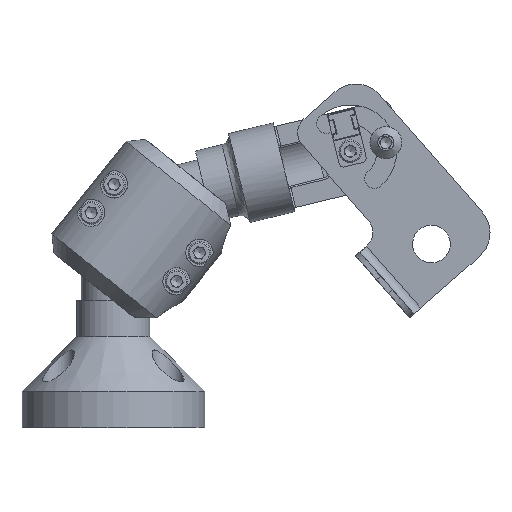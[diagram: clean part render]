
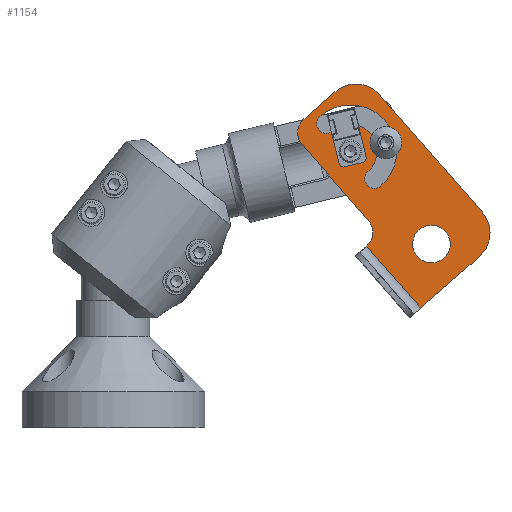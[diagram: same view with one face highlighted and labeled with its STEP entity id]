
A CAD part, front view. The second image highlights one B-rep face of the part: STEP entity #1154.
In plain terms, the highlighted planar face has unit normal (0, -1, 0).
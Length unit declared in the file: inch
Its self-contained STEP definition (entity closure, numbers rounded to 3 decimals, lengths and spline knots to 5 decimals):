
#40 = FACE_BOUND ( 'NONE', #11007, .T. ) ;
#119 = ORIENTED_EDGE ( 'NONE', *, *, #2387, .T. ) ;
#134 = CARTESIAN_POINT ( 'NONE',  ( 4.71807, -0.9997, 2.48905 ) ) ;
#152 = DIRECTION ( 'NONE',  ( 0.753, 0., 0.658 ) ) ;
#219 = VERTEX_POINT ( 'NONE', #10804 ) ;
#258 = ORIENTED_EDGE ( 'NONE', *, *, #4189, .T. ) ;
#275 = DIRECTION ( 'NONE',  ( 0.753, 0., 0.658 ) ) ;
#375 = ORIENTED_EDGE ( 'NONE', *, *, #4855, .T. ) ;
#543 = AXIS2_PLACEMENT_3D ( 'NONE', #5548, #9174, #8292 ) ;
#629 = AXIS2_PLACEMENT_3D ( 'NONE', #3049, #9295, #8477 ) ;
#940 = CARTESIAN_POINT ( 'NONE',  ( 3.48461, -0.9997, 3.90121 ) ) ;
#1154 = ADVANCED_FACE ( 'NONE', ( #5430, #1915, #40, #7392 ), #10942, .T. ) ;
#1192 = EDGE_CURVE ( 'NONE', #4844, #7839, #10303, .T. ) ;
#1204 = DIRECTION ( 'NONE',  ( 0., 1., 0. ) ) ;
#1682 = CARTESIAN_POINT ( 'NONE',  ( 6.25837, -0.9997, 2.34071 ) ) ;
#1686 = AXIS2_PLACEMENT_3D ( 'NONE', #3230, #11357, #7042 ) ;
#1910 = ORIENTED_EDGE ( 'NONE', *, *, #9796, .T. ) ;
#1915 = FACE_BOUND ( 'NONE', #9183, .T. ) ;
#2063 = ORIENTED_EDGE ( 'NONE', *, *, #3231, .T. ) ;
#2076 = EDGE_CURVE ( 'NONE', #2763, #2763, #10024, .T. ) ;
#2179 = ORIENTED_EDGE ( 'NONE', *, *, #4984, .T. ) ;
#2295 = AXIS2_PLACEMENT_3D ( 'NONE', #2666, #8857, #9026 ) ;
#2387 = EDGE_CURVE ( 'NONE', #6071, #4507, #7372, .T. ) ;
#2485 = VERTEX_POINT ( 'NONE', #3946 ) ;
#2487 = CARTESIAN_POINT ( 'NONE',  ( 3.83736, -0.9997, 3.87739 ) ) ;
#2525 = AXIS2_PLACEMENT_3D ( 'NONE', #9170, #1204, #6677 ) ;
#2666 = CARTESIAN_POINT ( 'NONE',  ( 4.55361, -0.9997, 2.67734 ) ) ;
#2763 = VERTEX_POINT ( 'NONE', #7655 ) ;
#2810 = DIRECTION ( 'NONE',  ( 0., 1., 0. ) ) ;
#2870 = CARTESIAN_POINT ( 'NONE',  ( 4.82471, -0.9997, 3.41204 ) ) ;
#3049 = CARTESIAN_POINT ( 'NONE',  ( 4.57264, -0.9997, 4.27067 ) ) ;
#3107 = EDGE_CURVE ( 'NONE', #3158, #5372, #7777, .T. ) ;
#3124 = CARTESIAN_POINT ( 'NONE',  ( 5.80008, -0.9997, 2.68727 ) ) ;
#3158 = VERTEX_POINT ( 'NONE', #7531 ) ;
#3215 = CIRCLE ( 'NONE', #10979, 0.633 ) ;
#3230 = CARTESIAN_POINT ( 'NONE',  ( 4.16687, -0.9997, 4.16519 ) ) ;
#3231 = EDGE_CURVE ( 'NONE', #5322, #2485, #6820, .T. ) ;
#3328 = EDGE_CURVE ( 'NONE', #2485, #6071, #3215, .T. ) ;
#3523 = EDGE_CURVE ( 'NONE', #11188, #11188, #5767, .T. ) ;
#3568 = EDGE_CURVE ( 'NONE', #4046, #8620, #8227, .T. ) ;
#3899 = EDGE_CURVE ( 'NONE', #5372, #219, #4220, .T. ) ;
#3927 = ORIENTED_EDGE ( 'NONE', *, *, #3899, .T. ) ;
#3940 = CARTESIAN_POINT ( 'NONE',  ( 6.58788, -0.9997, 2.62852 ) ) ;
#3946 = CARTESIAN_POINT ( 'NONE',  ( 4.07937, -0.9997, 4.26536 ) ) ;
#3954 = DIRECTION ( 'NONE',  ( 0., -1., 0. ) ) ;
#4046 = VERTEX_POINT ( 'NONE', #4972 ) ;
#4189 = EDGE_CURVE ( 'NONE', #11272, #4844, #6874, .T. ) ;
#4193 = DIRECTION ( 'NONE',  ( 0., 1., 0. ) ) ;
#4220 = LINE ( 'NONE', #10341, #5558 ) ;
#4298 = CARTESIAN_POINT ( 'NONE',  ( 4.49579, -0.9997, 3.78862 ) ) ;
#4332 = LINE ( 'NONE', #940, #10485 ) ;
#4358 = CARTESIAN_POINT ( 'NONE',  ( 5.45815, -0.9997, 1.64175 ) ) ;
#4507 = VERTEX_POINT ( 'NONE', #5923 ) ;
#4567 = DIRECTION ( 'NONE',  ( -0.753, 0., -0.658 ) ) ;
#4844 = VERTEX_POINT ( 'NONE', #6362 ) ;
#4855 = EDGE_CURVE ( 'NONE', #8620, #3158, #4332, .T. ) ;
#4912 = DIRECTION ( 'NONE',  ( -0.753, 0., -0.658 ) ) ;
#4972 = CARTESIAN_POINT ( 'NONE',  ( 4.90215, -0.9997, 4.55848 ) ) ;
#4984 = EDGE_CURVE ( 'NONE', #5123, #4046, #10410, .T. ) ;
#5123 = VERTEX_POINT ( 'NONE', #9814 ) ;
#5168 = CIRCLE ( 'NONE', #5944, 0.367 ) ;
#5254 = DIRECTION ( 'NONE',  ( 0.753, 0., 0.658 ) ) ;
#5278 = EDGE_LOOP ( 'NONE', ( #1910, #258, #8272, #11153, #2179, #6432, #375, #7297, #3927 ) ) ;
#5297 = ORIENTED_EDGE ( 'NONE', *, *, #3328, .T. ) ;
#5322 = VERTEX_POINT ( 'NONE', #6836 ) ;
#5372 = VERTEX_POINT ( 'NONE', #2487 ) ;
#5430 = FACE_BOUND ( 'NONE', #5476, .T. ) ;
#5476 = EDGE_LOOP ( 'NONE', ( #10952 ) ) ;
#5548 = CARTESIAN_POINT ( 'NONE',  ( 5.45815, -0.9997, 1.64175 ) ) ;
#5558 = VECTOR ( 'NONE', #9857, 39.37008 ) ;
#5767 = CIRCLE ( 'NONE', #2525, 0.25781 ) ;
#5774 = VECTOR ( 'NONE', #5937, 39.37008 ) ;
#5923 = CARTESIAN_POINT ( 'NONE',  ( 4.73722, -0.9997, 3.51221 ) ) ;
#5937 = DIRECTION ( 'NONE',  ( 0.658, 0., -0.753 ) ) ;
#5944 = AXIS2_PLACEMENT_3D ( 'NONE', #10502, #8843, #6944 ) ;
#6071 = VERTEX_POINT ( 'NONE', #11033 ) ;
#6073 = AXIS2_PLACEMENT_3D ( 'NONE', #7402, #3954, #4912 ) ;
#6362 = CARTESIAN_POINT ( 'NONE',  ( 5.45815, -0.9997, 1.64175 ) ) ;
#6432 = ORIENTED_EDGE ( 'NONE', *, *, #3568, .T. ) ;
#6499 = CIRCLE ( 'NONE', #7449, 0.4375 ) ;
#6677 = DIRECTION ( 'NONE',  ( 0.753, 0., 0.658 ) ) ;
#6702 = CARTESIAN_POINT ( 'NONE',  ( 5.97057, -0.9997, 2.67022 ) ) ;
#6775 = EDGE_CURVE ( 'NONE', #7839, #5123, #6499, .T. ) ;
#6795 = DIRECTION ( 'NONE',  ( -0.658, 0., 0.753 ) ) ;
#6820 = CIRCLE ( 'NONE', #1686, 0.133 ) ;
#6836 = CARTESIAN_POINT ( 'NONE',  ( 4.25436, -0.9997, 4.06502 ) ) ;
#6874 = LINE ( 'NONE', #4358, #5774 ) ;
#6944 = DIRECTION ( 'NONE',  ( 0.753, 0., 0.658 ) ) ;
#7042 = DIRECTION ( 'NONE',  ( 0.753, 0., 0.658 ) ) ;
#7185 = AXIS2_PLACEMENT_3D ( 'NONE', #7942, #4193, #9609 ) ;
#7260 = VECTOR ( 'NONE', #6795, 39.37008 ) ;
#7297 = ORIENTED_EDGE ( 'NONE', *, *, #3107, .T. ) ;
#7372 = CIRCLE ( 'NONE', #7582, 0.133 ) ;
#7392 = FACE_OUTER_BOUND ( 'NONE', #5278, .T. ) ;
#7402 = CARTESIAN_POINT ( 'NONE',  ( 4.02565, -0.9997, 4.04185 ) ) ;
#7431 = CIRCLE ( 'NONE', #2295, 0.25 ) ;
#7449 = AXIS2_PLACEMENT_3D ( 'NONE', #6702, #7536, #11132 ) ;
#7531 = CARTESIAN_POINT ( 'NONE',  ( 3.86119, -0.9997, 4.23014 ) ) ;
#7536 = DIRECTION ( 'NONE',  ( 0., -1., 0. ) ) ;
#7582 = AXIS2_PLACEMENT_3D ( 'NONE', #2870, #2810, #152 ) ;
#7655 = CARTESIAN_POINT ( 'NONE',  ( 4.6017, -0.9997, 3.88113 ) ) ;
#7777 = CIRCLE ( 'NONE', #6073, 0.25 ) ;
#7839 = VERTEX_POINT ( 'NONE', #1682 ) ;
#7857 = ORIENTED_EDGE ( 'NONE', *, *, #9134, .T. ) ;
#7942 = CARTESIAN_POINT ( 'NONE',  ( 4.49579, -0.9997, 3.78862 ) ) ;
#8227 = CIRCLE ( 'NONE', #629, 0.4375 ) ;
#8272 = ORIENTED_EDGE ( 'NONE', *, *, #1192, .T. ) ;
#8292 = DIRECTION ( 'NONE',  ( 0.753, 0., 0.658 ) ) ;
#8477 = DIRECTION ( 'NONE',  ( -0.753, 0., -0.658 ) ) ;
#8620 = VERTEX_POINT ( 'NONE', #9767 ) ;
#8658 = DIRECTION ( 'NONE',  ( 0., 1., 0. ) ) ;
#8843 = DIRECTION ( 'NONE',  ( 0., -1., 0. ) ) ;
#8857 = DIRECTION ( 'NONE',  ( 0., 1., 0. ) ) ;
#9026 = DIRECTION ( 'NONE',  ( -0.753, 0., -0.658 ) ) ;
#9134 = EDGE_CURVE ( 'NONE', #4507, #5322, #5168, .T. ) ;
#9170 = CARTESIAN_POINT ( 'NONE',  ( 5.6059, -0.9997, 2.51767 ) ) ;
#9174 = DIRECTION ( 'NONE',  ( 0., -1., 0. ) ) ;
#9183 = EDGE_LOOP ( 'NONE', ( #11161 ) ) ;
#9295 = DIRECTION ( 'NONE',  ( 0., -1., 0. ) ) ;
#9609 = DIRECTION ( 'NONE',  ( 0.753, 0., 0.658 ) ) ;
#9767 = CARTESIAN_POINT ( 'NONE',  ( 4.28484, -0.9997, 4.60017 ) ) ;
#9796 = EDGE_CURVE ( 'NONE', #219, #11272, #7431, .T. ) ;
#9814 = CARTESIAN_POINT ( 'NONE',  ( 6.30007, -0.9997, 2.95803 ) ) ;
#9857 = DIRECTION ( 'NONE',  ( 0.658, 0., -0.753 ) ) ;
#10024 = CIRCLE ( 'NONE', #7185, 0.14063 ) ;
#10303 = LINE ( 'NONE', #11061, #11500 ) ;
#10341 = CARTESIAN_POINT ( 'NONE',  ( 5.64644, -0.9997, 1.80621 ) ) ;
#10410 = LINE ( 'NONE', #3940, #7260 ) ;
#10485 = VECTOR ( 'NONE', #4567, 39.37008 ) ;
#10502 = CARTESIAN_POINT ( 'NONE',  ( 4.49579, -0.9997, 3.78862 ) ) ;
#10804 = CARTESIAN_POINT ( 'NONE',  ( 4.7419, -0.9997, 2.8418 ) ) ;
#10942 = PLANE ( 'NONE',  #543 ) ;
#10952 = ORIENTED_EDGE ( 'NONE', *, *, #3523, .T. ) ;
#10979 = AXIS2_PLACEMENT_3D ( 'NONE', #4298, #8658, #5254 ) ;
#11007 = EDGE_LOOP ( 'NONE', ( #7857, #2063, #5297, #119 ) ) ;
#11033 = CARTESIAN_POINT ( 'NONE',  ( 4.9122, -0.9997, 3.31187 ) ) ;
#11061 = CARTESIAN_POINT ( 'NONE',  ( 5.45815, -0.9997, 1.64175 ) ) ;
#11132 = DIRECTION ( 'NONE',  ( -0.753, 0., -0.658 ) ) ;
#11153 = ORIENTED_EDGE ( 'NONE', *, *, #6775, .T. ) ;
#11161 = ORIENTED_EDGE ( 'NONE', *, *, #2076, .T. ) ;
#11188 = VERTEX_POINT ( 'NONE', #3124 ) ;
#11272 = VERTEX_POINT ( 'NONE', #134 ) ;
#11357 = DIRECTION ( 'NONE',  ( 0., 1., 0. ) ) ;
#11500 = VECTOR ( 'NONE', #275, 39.37008 ) ;
